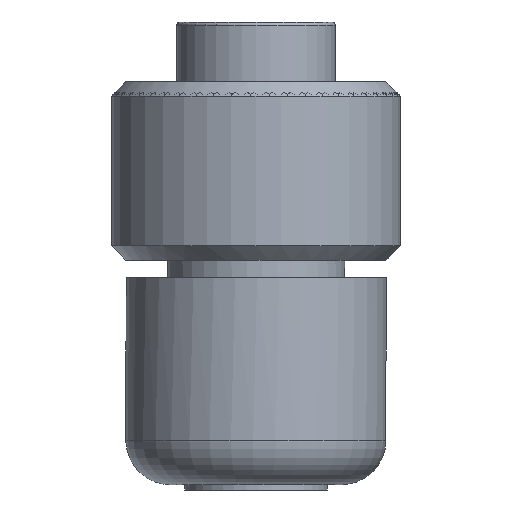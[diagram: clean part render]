
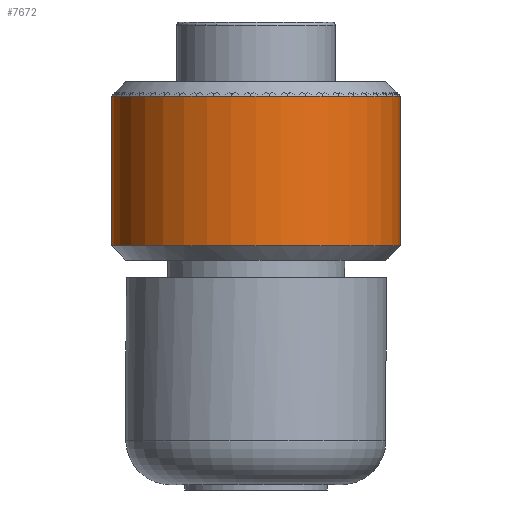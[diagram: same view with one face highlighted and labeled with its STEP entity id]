
A CAD part, front view. The second image highlights one B-rep face of the part: STEP entity #7672.
In plain terms, the highlighted cylindrical face has radius 10.302 mm (diameter 20.605 mm), a full revolution.
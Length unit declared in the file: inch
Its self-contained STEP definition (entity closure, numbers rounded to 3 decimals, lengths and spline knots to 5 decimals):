
#782=CYLINDRICAL_SURFACE('',#8476,0.4056);
#988=FACE_BOUND('',#1827,.T.);
#1370=FACE_OUTER_BOUND('',#1826,.T.);
#1826=EDGE_LOOP('',(#5292));
#1827=EDGE_LOOP('',(#5293));
#2461=CIRCLE('',#8139,0.4056);
#2606=CIRCLE('',#8477,0.4056);
#3050=VERTEX_POINT('',#12025);
#3387=VERTEX_POINT('',#12700);
#3866=EDGE_CURVE('',#3050,#3050,#2461,.T.);
#4203=EDGE_CURVE('',#3387,#3387,#2606,.T.);
#5292=ORIENTED_EDGE('',*,*,#4203,.F.);
#5293=ORIENTED_EDGE('',*,*,#3866,.T.);
#7672=ADVANCED_FACE('',(#1370,#988),#782,.T.);
#8139=AXIS2_PLACEMENT_3D('',#12026,#9359,#9360);
#8476=AXIS2_PLACEMENT_3D('',#12699,#10033,#10034);
#8477=AXIS2_PLACEMENT_3D('',#12701,#10035,#10036);
#9359=DIRECTION('center_axis',(0.,0.,-1.));
#9360=DIRECTION('ref_axis',(1.,0.,0.));
#10033=DIRECTION('center_axis',(0.,0.,-1.));
#10034=DIRECTION('ref_axis',(0.,1.,0.));
#10035=DIRECTION('center_axis',(0.,0.,-1.));
#10036=DIRECTION('ref_axis',(1.,0.,0.));
#12025=CARTESIAN_POINT('',(0.,0.4056,0.5094));
#12026=CARTESIAN_POINT('Origin',(0.,0.,0.5094));
#12699=CARTESIAN_POINT('Origin',(0.,0.,0.3));
#12700=CARTESIAN_POINT('',(0.,0.4056,0.0906));
#12701=CARTESIAN_POINT('Origin',(0.,0.,0.0906));
